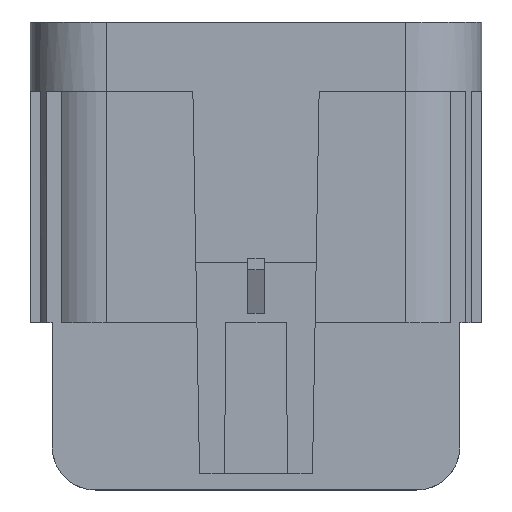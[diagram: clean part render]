
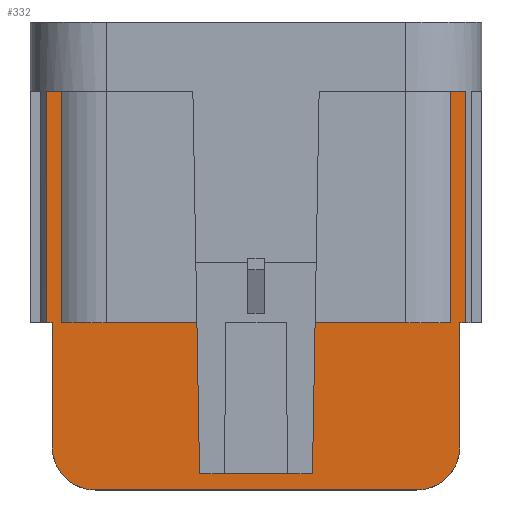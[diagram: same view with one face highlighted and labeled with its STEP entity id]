
A CAD part, front view. The second image highlights one B-rep face of the part: STEP entity #332.
In plain terms, the highlighted planar face has unit normal (0, -1, 0).
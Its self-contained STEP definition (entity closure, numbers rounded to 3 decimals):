
#197=CIRCLE('',#5878,4.);
#198=CIRCLE('',#5879,4.);
#332=ADVANCED_FACE('',(#901),#624,.T.);
#624=PLANE('',#5880);
#901=FACE_OUTER_BOUND('',#1213,.T.);
#1213=EDGE_LOOP('',(#2003,#2004,#2005,#2006,#2007,#2008,#2009,#2010,#2011,
#2012,#2013,#2014,#2015,#2016,#2017,#2018,#2019,#2020));
#2003=ORIENTED_EDGE('',*,*,#3811,.F.);
#2004=ORIENTED_EDGE('',*,*,#3854,.T.);
#2005=ORIENTED_EDGE('',*,*,#3855,.T.);
#2006=ORIENTED_EDGE('',*,*,#3856,.F.);
#2007=ORIENTED_EDGE('',*,*,#3857,.F.);
#2008=ORIENTED_EDGE('',*,*,#3858,.T.);
#2009=ORIENTED_EDGE('',*,*,#3859,.F.);
#2010=ORIENTED_EDGE('',*,*,#3860,.T.);
#2011=ORIENTED_EDGE('',*,*,#3779,.F.);
#2012=ORIENTED_EDGE('',*,*,#3735,.T.);
#2013=ORIENTED_EDGE('',*,*,#3833,.F.);
#2014=ORIENTED_EDGE('',*,*,#3861,.T.);
#2015=ORIENTED_EDGE('',*,*,#3849,.F.);
#2016=ORIENTED_EDGE('',*,*,#3862,.T.);
#2017=ORIENTED_EDGE('',*,*,#3852,.T.);
#2018=ORIENTED_EDGE('',*,*,#3863,.T.);
#2019=ORIENTED_EDGE('',*,*,#3829,.F.);
#2020=ORIENTED_EDGE('',*,*,#3727,.T.);
#3164=VERTEX_POINT('',#8043);
#3166=VERTEX_POINT('',#8046);
#3173=VERTEX_POINT('',#8061);
#3174=VERTEX_POINT('',#8063);
#3207=VERTEX_POINT('',#8150);
#3222=VERTEX_POINT('',#8210);
#3231=VERTEX_POINT('',#8247);
#3233=VERTEX_POINT('',#8253);
#3243=VERTEX_POINT('',#8285);
#3244=VERTEX_POINT('',#8287);
#3245=VERTEX_POINT('',#8291);
#3246=VERTEX_POINT('',#8293);
#3247=VERTEX_POINT('',#8297);
#3248=VERTEX_POINT('',#8299);
#3249=VERTEX_POINT('',#8301);
#3250=VERTEX_POINT('',#8303);
#3251=VERTEX_POINT('',#8305);
#3252=VERTEX_POINT('',#8307);
#3727=EDGE_CURVE('',#3166,#3164,#4499,.T.);
#3735=EDGE_CURVE('',#3174,#3173,#4505,.T.);
#3779=EDGE_CURVE('',#3174,#3207,#4538,.T.);
#3811=EDGE_CURVE('',#3222,#3164,#4564,.T.);
#3829=EDGE_CURVE('',#3166,#3231,#4581,.T.);
#3833=EDGE_CURVE('',#3233,#3173,#4583,.T.);
#3849=EDGE_CURVE('',#3243,#3244,#4599,.T.);
#3852=EDGE_CURVE('',#3246,#3245,#4602,.T.);
#3854=EDGE_CURVE('',#3222,#3247,#4604,.T.);
#3855=EDGE_CURVE('',#3247,#3248,#4605,.T.);
#3856=EDGE_CURVE('',#3249,#3248,#197,.T.);
#3857=EDGE_CURVE('',#3250,#3249,#4606,.T.);
#3858=EDGE_CURVE('',#3250,#3251,#198,.T.);
#3859=EDGE_CURVE('',#3252,#3251,#4607,.T.);
#3860=EDGE_CURVE('',#3252,#3207,#4608,.T.);
#3861=EDGE_CURVE('',#3233,#3244,#4609,.T.);
#3862=EDGE_CURVE('',#3243,#3246,#4610,.T.);
#3863=EDGE_CURVE('',#3245,#3231,#4611,.T.);
#4499=LINE('',#8045,#5187);
#4505=LINE('',#8062,#5193);
#4538=LINE('',#8149,#5226);
#4564=LINE('',#8211,#5252);
#4581=LINE('',#8246,#5269);
#4583=LINE('',#8254,#5271);
#4599=LINE('',#8286,#5287);
#4602=LINE('',#8292,#5290);
#4604=LINE('',#8296,#5292);
#4605=LINE('',#8298,#5293);
#4606=LINE('',#8302,#5294);
#4607=LINE('',#8306,#5295);
#4608=LINE('',#8308,#5296);
#4609=LINE('',#8309,#5297);
#4610=LINE('',#8310,#5298);
#4611=LINE('',#8311,#5299);
#5187=VECTOR('',#6479,1.);
#5193=VECTOR('',#6491,1.);
#5226=VECTOR('',#6566,1.);
#5252=VECTOR('',#6632,1.);
#5269=VECTOR('',#6669,1.);
#5271=VECTOR('',#6677,1.);
#5287=VECTOR('',#6705,1.);
#5290=VECTOR('',#6710,1.);
#5292=VECTOR('',#6714,1.);
#5293=VECTOR('',#6715,1.);
#5294=VECTOR('',#6718,1.);
#5295=VECTOR('',#6721,1.);
#5296=VECTOR('',#6722,1.);
#5297=VECTOR('',#6723,1.);
#5298=VECTOR('',#6724,1.);
#5299=VECTOR('',#6725,1.);
#5878=AXIS2_PLACEMENT_3D('',#8300,#6716,#6717);
#5879=AXIS2_PLACEMENT_3D('',#8304,#6719,#6720);
#5880=AXIS2_PLACEMENT_3D('',#8312,#6726,#6727);
#6479=DIRECTION('',(-1.,0.,0.));
#6491=DIRECTION('',(-1.,0.,0.));
#6566=DIRECTION('',(0.,0.,-1.));
#6632=DIRECTION('',(0.,0.,1.));
#6669=DIRECTION('',(0.,0.,-1.));
#6677=DIRECTION('',(0.,0.,1.));
#6705=DIRECTION('',(0.017,0.,1.));
#6710=DIRECTION('',(-0.017,0.,1.));
#6714=DIRECTION('',(1.,0.,0.));
#6715=DIRECTION('',(0.,0.,-1.));
#6716=DIRECTION('',(0.,1.,0.));
#6717=DIRECTION('',(0.,0.,1.));
#6718=DIRECTION('',(-1.,0.,0.));
#6719=DIRECTION('',(0.,-1.,0.));
#6720=DIRECTION('',(0.,0.,-1.));
#6721=DIRECTION('',(0.,0.,-1.));
#6722=DIRECTION('',(1.,0.,0.));
#6723=DIRECTION('',(-1.,0.,0.));
#6724=DIRECTION('',(-1.,0.,0.));
#6725=DIRECTION('',(-1.,0.,0.));
#6726=DIRECTION('',(0.,-1.,0.));
#6727=DIRECTION('',(0.,0.,-1.));
#8043=CARTESIAN_POINT('',(-19.444,-7.34,2.2));
#8045=CARTESIAN_POINT('',(-19.468,-7.34,2.2));
#8046=CARTESIAN_POINT('',(-18.078,-7.34,2.2));
#8061=CARTESIAN_POINT('',(18.078,-7.34,2.2));
#8062=CARTESIAN_POINT('',(19.468,-7.34,2.2));
#8063=CARTESIAN_POINT('',(19.444,-7.34,2.2));
#8149=CARTESIAN_POINT('',(19.444,-7.34,2.2));
#8150=CARTESIAN_POINT('',(19.444,-7.34,-19.3));
#8210=CARTESIAN_POINT('',(-19.444,-7.34,-19.3));
#8211=CARTESIAN_POINT('',(-19.444,-7.34,-19.3));
#8246=CARTESIAN_POINT('',(-18.078,-7.34,-17.803));
#8247=CARTESIAN_POINT('',(-18.078,-7.34,-19.3));
#8253=CARTESIAN_POINT('',(18.078,-7.34,-19.3));
#8254=CARTESIAN_POINT('',(18.078,-7.34,-17.803));
#8285=CARTESIAN_POINT('',(5.235,-7.34,-33.303));
#8286=CARTESIAN_POINT('',(5.578,-7.34,-13.672));
#8287=CARTESIAN_POINT('',(5.479,-7.34,-19.3));
#8291=CARTESIAN_POINT('',(-5.479,-7.34,-19.3));
#8292=CARTESIAN_POINT('',(-5.235,-7.34,-33.303));
#8293=CARTESIAN_POINT('',(-5.235,-7.34,-33.303));
#8296=CARTESIAN_POINT('',(-18.494,-7.34,-19.3));
#8297=CARTESIAN_POINT('',(-18.894,-7.34,-19.3));
#8298=CARTESIAN_POINT('',(-18.894,-7.34,-26.85));
#8299=CARTESIAN_POINT('',(-18.894,-7.34,-30.8));
#8300=CARTESIAN_POINT('',(-14.894,-7.34,-30.8));
#8301=CARTESIAN_POINT('',(-14.894,-7.34,-34.8));
#8302=CARTESIAN_POINT('',(-18.494,-7.34,-34.8));
#8303=CARTESIAN_POINT('',(14.894,-7.34,-34.8));
#8304=CARTESIAN_POINT('',(14.894,-7.34,-30.8));
#8305=CARTESIAN_POINT('',(18.894,-7.34,-30.8));
#8306=CARTESIAN_POINT('',(18.894,-7.34,-19.8));
#8307=CARTESIAN_POINT('',(18.894,-7.34,-19.3));
#8308=CARTESIAN_POINT('',(-18.494,-7.34,-19.3));
#8309=CARTESIAN_POINT('',(-19.444,-7.34,-19.3));
#8310=CARTESIAN_POINT('',(-18.494,-7.34,-33.303));
#8311=CARTESIAN_POINT('',(-18.494,-7.34,-19.3));
#8312=CARTESIAN_POINT('',(-18.494,-7.34,-19.8));
